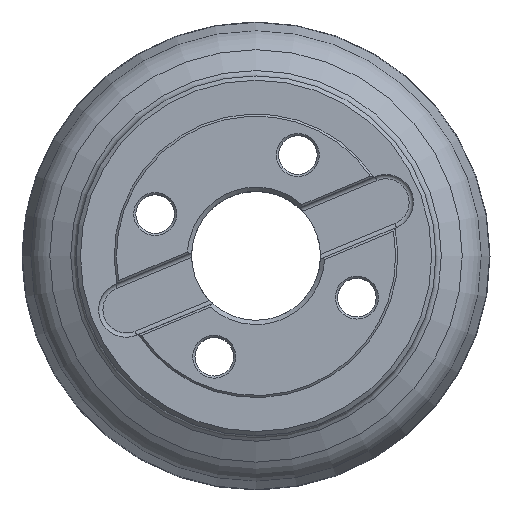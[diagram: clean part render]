
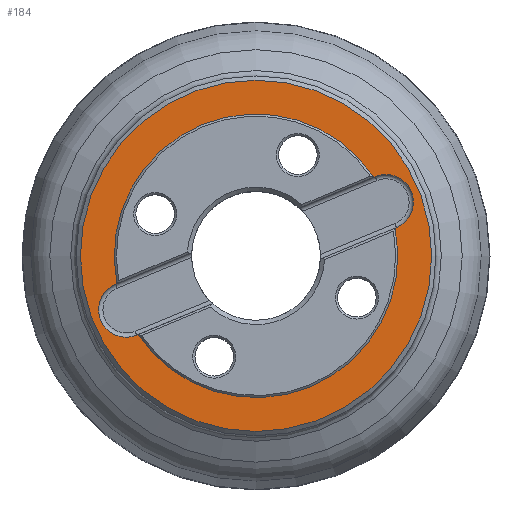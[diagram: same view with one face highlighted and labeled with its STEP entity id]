
A CAD part, top view. The second image highlights one B-rep face of the part: STEP entity #184.
In plain terms, the highlighted planar face has unit normal (0, 0, 1).
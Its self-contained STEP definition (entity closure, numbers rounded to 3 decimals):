
#58=PLANE('',#1246);
#184=ADVANCED_FACE('',(#398,#399),#58,.T.);
#281=LINE('',#1858,#317);
#282=LINE('',#1860,#318);
#283=LINE('',#1864,#319);
#284=LINE('',#1868,#320);
#317=VECTOR('',#1484,1.);
#318=VECTOR('',#1485,1.);
#319=VECTOR('',#1488,1.);
#320=VECTOR('',#1491,1.);
#398=FACE_BOUND('',#526,.T.);
#399=FACE_BOUND('',#527,.T.);
#526=EDGE_LOOP('',(#685,#686,#687,#688,#689,#690,#691,#692));
#527=EDGE_LOOP('',(#693));
#685=ORIENTED_EDGE('',*,*,#1016,.F.);
#686=ORIENTED_EDGE('',*,*,#986,.T.);
#687=ORIENTED_EDGE('',*,*,#1017,.F.);
#688=ORIENTED_EDGE('',*,*,#1018,.F.);
#689=ORIENTED_EDGE('',*,*,#1019,.F.);
#690=ORIENTED_EDGE('',*,*,#1020,.T.);
#691=ORIENTED_EDGE('',*,*,#1021,.F.);
#692=ORIENTED_EDGE('',*,*,#1022,.F.);
#693=ORIENTED_EDGE('',*,*,#1023,.T.);
#885=VERTEX_POINT('',#1774);
#886=VERTEX_POINT('',#1776);
#913=VERTEX_POINT('',#1859);
#914=VERTEX_POINT('',#1861);
#915=VERTEX_POINT('',#1863);
#916=VERTEX_POINT('',#1865);
#917=VERTEX_POINT('',#1867);
#918=VERTEX_POINT('',#1869);
#919=VERTEX_POINT('',#1872);
#986=EDGE_CURVE('',#886,#885,#1118,.T.);
#1016=EDGE_CURVE('',#886,#913,#281,.T.);
#1017=EDGE_CURVE('',#914,#885,#282,.T.);
#1018=EDGE_CURVE('',#915,#914,#1141,.T.);
#1019=EDGE_CURVE('',#916,#915,#283,.T.);
#1020=EDGE_CURVE('',#916,#917,#1142,.T.);
#1021=EDGE_CURVE('',#918,#917,#284,.T.);
#1022=EDGE_CURVE('',#913,#918,#1143,.T.);
#1023=EDGE_CURVE('',#919,#919,#1144,.T.);
#1118=CIRCLE('',#1208,66.);
#1141=CIRCLE('',#1242,12.85);
#1142=CIRCLE('',#1243,66.);
#1143=CIRCLE('',#1244,12.85);
#1144=CIRCLE('',#1245,81.75);
#1208=AXIS2_PLACEMENT_3D('',#1775,#1414,#1415);
#1242=AXIS2_PLACEMENT_3D('',#1862,#1486,#1487);
#1243=AXIS2_PLACEMENT_3D('',#1866,#1489,#1490);
#1244=AXIS2_PLACEMENT_3D('',#1870,#1492,#1493);
#1245=AXIS2_PLACEMENT_3D('',#1871,#1494,#1495);
#1246=AXIS2_PLACEMENT_3D('',#1873,#1496,#1497);
#1414=DIRECTION('',(0.,0.,-1.));
#1415=DIRECTION('',(1.,0.,0.));
#1484=DIRECTION('',(0.924,0.383,0.));
#1485=DIRECTION('',(0.924,0.383,0.));
#1486=DIRECTION('',(0.,0.,1.));
#1487=DIRECTION('',(-1.,0.,0.));
#1488=DIRECTION('',(-0.924,-0.383,0.));
#1489=DIRECTION('',(0.,0.,-1.));
#1490=DIRECTION('',(1.,0.,0.));
#1491=DIRECTION('',(-0.924,-0.383,0.));
#1492=DIRECTION('',(0.,0.,1.));
#1493=DIRECTION('',(-1.,0.,0.));
#1494=DIRECTION('',(0.,0.,1.));
#1495=DIRECTION('',(-1.,0.,0.));
#1496=DIRECTION('',(0.,0.,1.));
#1497=DIRECTION('',(-1.,0.,0.));
#1774=CARTESIAN_POINT('',(-54.892,-36.646,-1.));
#1775=CARTESIAN_POINT('',(0.,0.,-1.));
#1776=CARTESIAN_POINT('',(64.727,12.902,-1.));
#1858=CARTESIAN_POINT('',(-66.568,-41.482,-1.));
#1859=CARTESIAN_POINT('',(65.339,13.156,-1.));
#1860=CARTESIAN_POINT('',(-66.568,-41.482,-1.));
#1861=CARTESIAN_POINT('',(-55.504,-36.899,-1.));
#1862=CARTESIAN_POINT('',(-60.422,-25.027,-1.));
#1863=CARTESIAN_POINT('',(-65.339,-13.156,-1.));
#1864=CARTESIAN_POINT('',(-76.403,-17.738,-1.));
#1865=CARTESIAN_POINT('',(-64.727,-12.902,-1.));
#1866=CARTESIAN_POINT('',(0.,0.,-1.));
#1867=CARTESIAN_POINT('',(54.892,36.646,-1.));
#1868=CARTESIAN_POINT('',(-76.403,-17.738,-1.));
#1869=CARTESIAN_POINT('',(55.504,36.899,-1.));
#1870=CARTESIAN_POINT('',(60.422,25.027,-1.));
#1871=CARTESIAN_POINT('',(0.,0.,-1.));
#1872=CARTESIAN_POINT('',(-81.75,0.,-1.));
#1873=CARTESIAN_POINT('',(-83.75,0.,-1.));
